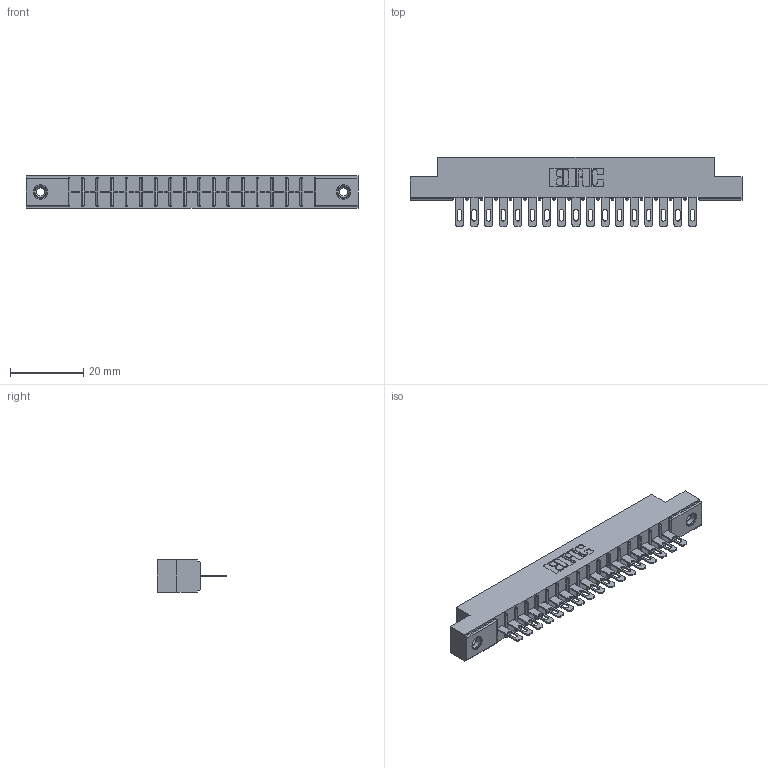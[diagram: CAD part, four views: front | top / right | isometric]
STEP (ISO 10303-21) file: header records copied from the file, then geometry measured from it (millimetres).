
FILE_DESCRIPTION (( 'STEP AP203' ), '1' );
FILE_NAME ('316-017-400-108.STEP', '2020-09-22T18:05:13', ( '' ), ( '' ), 'SwSTEP 2.0', 'SolidWorks 2020', '' );
FILE_SCHEMA (( 'CONFIG_CONTROL_DESIGN' ));
Length unit declared in the file: inch
Products named in the file (4): 316-017-400-108; 306-290-001_100; 345-250-001_345-250-003-102; 306 Part_.156 Dia
Assembly tree (20 placements, depth 2):
  316-017-400-108
    306 Part_.156 Dia
    306-290-001_100  x17
    345-250-001_345-250-003-102  x2
Bounding box: 90.37 x 18.87 x 8.71 mm (x, y, z)
Volume: 6210.9 mm3; surface area: 9311.3 mm2
Topology: 20 solids, 20 shells, 1468 faces, 4107 edges, 2638 vertices
Faces by surface type: plane 950, cylinder 434, sphere 68, cone 12, torus 4
Entity records: 20441 total; most frequent: CARTESIAN_POINT 3409, DIRECTION 3373, ORIENTED_EDGE 3370, EDGE_CURVE 1685, VECTOR 1301, LINE 1301, VERTEX_POINT 1072, AXIS2_PLACEMENT_3D 1036
